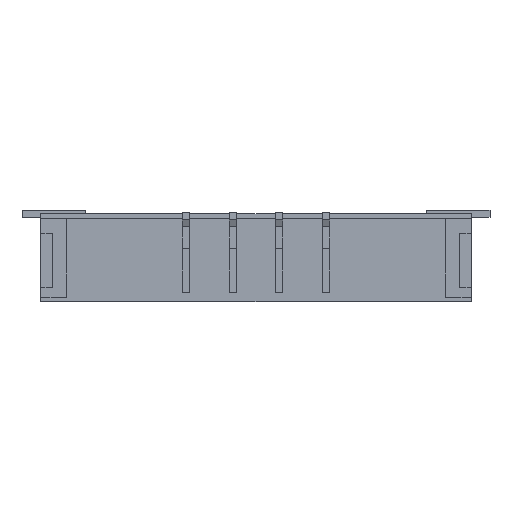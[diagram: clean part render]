
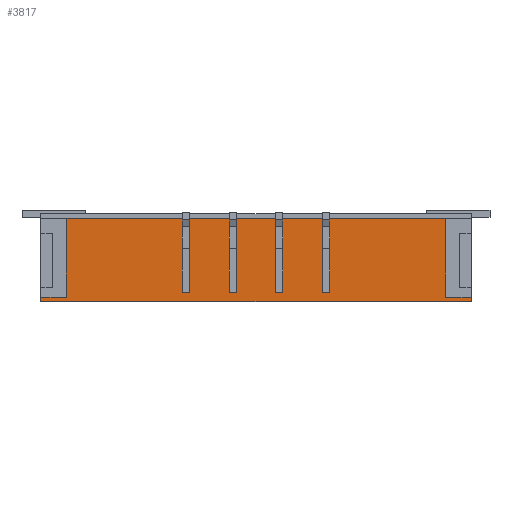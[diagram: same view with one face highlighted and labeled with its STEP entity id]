
A CAD part, front view. The second image highlights one B-rep face of the part: STEP entity #3817.
In plain terms, the highlighted planar face has unit normal (0, -1, 0).
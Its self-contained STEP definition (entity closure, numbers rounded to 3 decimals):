
#3519=VERTEX_POINT('',#3520);
#3520=CARTESIAN_POINT('',(-1.576,0.35,-1.68));
#3593=VERTEX_POINT('',#3594);
#3594=CARTESIAN_POINT('',(-1.576,0.35,-0.1));
#3600=EDGE_CURVE('',#3593,#3519,#3601,.T.);
#3601=LINE('',#3602,#3603);
#3602=CARTESIAN_POINT('',(-1.576,0.35,-0.1));
#3603=VECTOR('',#3604,1.0);
#3604=DIRECTION('',(0.0,0.0,-1.0));
#3817=ADVANCED_FACE('',(#3818),#4003,.T.);
#3818=FACE_BOUND('',#3819,.T.);
#3819=EDGE_LOOP('',(#3820,#3830,#3838,#3846,#3854,#3862,#3870,#3878,#3886,#3894,#3902,#3908,#3909,#3917,#3925,#3933,#3941,#3949,#3957,#3965,#3973,#3981,#3989,#3997));
#3820=ORIENTED_EDGE('',*,*,#3821,.T.);
#3821=EDGE_CURVE('',#3822,#3824,#3826,.F.);
#3822=VERTEX_POINT('',#3823);
#3823=CARTESIAN_POINT('',(1.424,0.35,-0.1));
#3824=VERTEX_POINT('',#3825);
#3825=CARTESIAN_POINT('',(0.576,0.35,-0.1));
#3826=LINE('',#3827,#3828);
#3827=CARTESIAN_POINT('',(0.576,0.35,-0.1));
#3828=VECTOR('',#3829,1.0);
#3829=DIRECTION('',(1.0,0.0,0.0));
#3830=ORIENTED_EDGE('',*,*,#3831,.T.);
#3831=EDGE_CURVE('',#3824,#3832,#3834,.T.);
#3832=VERTEX_POINT('',#3833);
#3833=CARTESIAN_POINT('',(0.576,0.35,-1.68));
#3834=LINE('',#3835,#3836);
#3835=CARTESIAN_POINT('',(0.576,0.35,-0.1));
#3836=VECTOR('',#3837,1.0);
#3837=DIRECTION('',(0.0,0.0,-1.0));
#3838=ORIENTED_EDGE('',*,*,#3839,.T.);
#3839=EDGE_CURVE('',#3832,#3840,#3842,.F.);
#3840=VERTEX_POINT('',#3841);
#3841=CARTESIAN_POINT('',(0.424,0.35,-1.68));
#3842=LINE('',#3843,#3844);
#3843=CARTESIAN_POINT('',(0.424,0.35,-1.68));
#3844=VECTOR('',#3845,1.0);
#3845=DIRECTION('',(1.0,0.0,0.0));
#3846=ORIENTED_EDGE('',*,*,#3847,.T.);
#3847=EDGE_CURVE('',#3840,#3848,#3850,.F.);
#3848=VERTEX_POINT('',#3849);
#3849=CARTESIAN_POINT('',(0.424,0.35,-0.1));
#3850=LINE('',#3851,#3852);
#3851=CARTESIAN_POINT('',(0.424,0.35,-0.1));
#3852=VECTOR('',#3853,1.0);
#3853=DIRECTION('',(0.0,0.0,-1.0));
#3854=ORIENTED_EDGE('',*,*,#3855,.T.);
#3855=EDGE_CURVE('',#3848,#3856,#3858,.F.);
#3856=VERTEX_POINT('',#3857);
#3857=CARTESIAN_POINT('',(-0.424,0.35,-0.1));
#3858=LINE('',#3859,#3860);
#3859=CARTESIAN_POINT('',(-0.424,0.35,-0.1));
#3860=VECTOR('',#3861,1.0);
#3861=DIRECTION('',(1.0,0.0,0.0));
#3862=ORIENTED_EDGE('',*,*,#3863,.T.);
#3863=EDGE_CURVE('',#3856,#3864,#3866,.T.);
#3864=VERTEX_POINT('',#3865);
#3865=CARTESIAN_POINT('',(-0.424,0.35,-1.68));
#3866=LINE('',#3867,#3868);
#3867=CARTESIAN_POINT('',(-0.424,0.35,-0.1));
#3868=VECTOR('',#3869,1.0);
#3869=DIRECTION('',(0.0,0.0,-1.0));
#3870=ORIENTED_EDGE('',*,*,#3871,.T.);
#3871=EDGE_CURVE('',#3864,#3872,#3874,.F.);
#3872=VERTEX_POINT('',#3873);
#3873=CARTESIAN_POINT('',(-0.576,0.35,-1.68));
#3874=LINE('',#3875,#3876);
#3875=CARTESIAN_POINT('',(-0.576,0.35,-1.68));
#3876=VECTOR('',#3877,1.0);
#3877=DIRECTION('',(1.0,0.0,0.0));
#3878=ORIENTED_EDGE('',*,*,#3879,.T.);
#3879=EDGE_CURVE('',#3872,#3880,#3882,.F.);
#3880=VERTEX_POINT('',#3881);
#3881=CARTESIAN_POINT('',(-0.576,0.35,-0.1));
#3882=LINE('',#3883,#3884);
#3883=CARTESIAN_POINT('',(-0.576,0.35,-0.1));
#3884=VECTOR('',#3885,1.0);
#3885=DIRECTION('',(0.0,0.0,-1.0));
#3886=ORIENTED_EDGE('',*,*,#3887,.T.);
#3887=EDGE_CURVE('',#3880,#3888,#3890,.F.);
#3888=VERTEX_POINT('',#3889);
#3889=CARTESIAN_POINT('',(-1.424,0.35,-0.1));
#3890=LINE('',#3891,#3892);
#3891=CARTESIAN_POINT('',(-1.424,0.35,-0.1));
#3892=VECTOR('',#3893,1.0);
#3893=DIRECTION('',(1.0,0.0,0.0));
#3894=ORIENTED_EDGE('',*,*,#3895,.T.);
#3895=EDGE_CURVE('',#3888,#3896,#3898,.T.);
#3896=VERTEX_POINT('',#3897);
#3897=CARTESIAN_POINT('',(-1.424,0.35,-1.68));
#3898=LINE('',#3899,#3900);
#3899=CARTESIAN_POINT('',(-1.424,0.35,-0.1));
#3900=VECTOR('',#3901,1.0);
#3901=DIRECTION('',(0.0,0.0,-1.0));
#3902=ORIENTED_EDGE('',*,*,#3903,.T.);
#3903=EDGE_CURVE('',#3896,#3519,#3904,.F.);
#3904=LINE('',#3905,#3906);
#3905=CARTESIAN_POINT('',(-1.576,0.35,-1.68));
#3906=VECTOR('',#3907,1.0);
#3907=DIRECTION('',(1.0,0.0,0.0));
#3908=ORIENTED_EDGE('',*,*,#3600,.F.);
#3909=ORIENTED_EDGE('',*,*,#3910,.T.);
#3910=EDGE_CURVE('',#3593,#3911,#3913,.F.);
#3911=VERTEX_POINT('',#3912);
#3912=CARTESIAN_POINT('',(-4.05,0.35,-0.1));
#3913=LINE('',#3914,#3915);
#3914=CARTESIAN_POINT('',(-4.05,0.35,-0.1));
#3915=VECTOR('',#3916,1.0);
#3916=DIRECTION('',(1.0,0.0,0.0));
#3917=ORIENTED_EDGE('',*,*,#3918,.T.);
#3918=EDGE_CURVE('',#3911,#3919,#3921,.F.);
#3919=VERTEX_POINT('',#3920);
#3920=CARTESIAN_POINT('',(-4.05,0.35,-1.78));
#3921=LINE('',#3922,#3923);
#3922=CARTESIAN_POINT('',(-4.05,0.35,-1.78));
#3923=VECTOR('',#3924,1.0);
#3924=DIRECTION('',(0.0,0.0,1.0));
#3925=ORIENTED_EDGE('',*,*,#3926,.T.);
#3926=EDGE_CURVE('',#3919,#3927,#3929,.F.);
#3927=VERTEX_POINT('',#3928);
#3928=CARTESIAN_POINT('',(-4.6,0.35,-1.78));
#3929=LINE('',#3930,#3931);
#3930=CARTESIAN_POINT('',(-4.6,0.35,-1.78));
#3931=VECTOR('',#3932,1.0);
#3932=DIRECTION('',(1.0,0.0,0.0));
#3933=ORIENTED_EDGE('',*,*,#3934,.T.);
#3934=EDGE_CURVE('',#3927,#3935,#3937,.T.);
#3935=VERTEX_POINT('',#3936);
#3936=CARTESIAN_POINT('',(-4.6,0.35,-1.88));
#3937=LINE('',#3938,#3939);
#3938=CARTESIAN_POINT('',(-4.6,0.35,-1.78));
#3939=VECTOR('',#3940,1.0);
#3940=DIRECTION('',(0.0,0.0,-1.0));
#3941=ORIENTED_EDGE('',*,*,#3942,.T.);
#3942=EDGE_CURVE('',#3935,#3943,#3945,.T.);
#3943=VERTEX_POINT('',#3944);
#3944=CARTESIAN_POINT('',(4.6,0.35,-1.88));
#3945=LINE('',#3946,#3947);
#3946=CARTESIAN_POINT('',(-4.6,0.35,-1.88));
#3947=VECTOR('',#3948,1.0);
#3948=DIRECTION('',(1.0,0.0,0.0));
#3949=ORIENTED_EDGE('',*,*,#3950,.T.);
#3950=EDGE_CURVE('',#3943,#3951,#3953,.F.);
#3951=VERTEX_POINT('',#3952);
#3952=CARTESIAN_POINT('',(4.6,0.35,-1.78));
#3953=LINE('',#3954,#3955);
#3954=CARTESIAN_POINT('',(4.6,0.35,-1.78));
#3955=VECTOR('',#3956,1.0);
#3956=DIRECTION('',(0.0,0.0,-1.0));
#3957=ORIENTED_EDGE('',*,*,#3958,.T.);
#3958=EDGE_CURVE('',#3951,#3959,#3961,.F.);
#3959=VERTEX_POINT('',#3960);
#3960=CARTESIAN_POINT('',(4.05,0.35,-1.78));
#3961=LINE('',#3962,#3963);
#3962=CARTESIAN_POINT('',(4.05,0.35,-1.78));
#3963=VECTOR('',#3964,1.0);
#3964=DIRECTION('',(1.0,0.0,0.0));
#3965=ORIENTED_EDGE('',*,*,#3966,.T.);
#3966=EDGE_CURVE('',#3959,#3967,#3969,.T.);
#3967=VERTEX_POINT('',#3968);
#3968=CARTESIAN_POINT('',(4.05,0.35,-0.1));
#3969=LINE('',#3970,#3971);
#3970=CARTESIAN_POINT('',(4.05,0.35,-1.78));
#3971=VECTOR('',#3972,1.0);
#3972=DIRECTION('',(0.0,0.0,1.0));
#3973=ORIENTED_EDGE('',*,*,#3974,.T.);
#3974=EDGE_CURVE('',#3967,#3975,#3977,.F.);
#3975=VERTEX_POINT('',#3976);
#3976=CARTESIAN_POINT('',(1.576,0.35,-0.1));
#3977=LINE('',#3978,#3979);
#3978=CARTESIAN_POINT('',(1.576,0.35,-0.1));
#3979=VECTOR('',#3980,1.0);
#3980=DIRECTION('',(1.0,0.0,0.0));
#3981=ORIENTED_EDGE('',*,*,#3982,.T.);
#3982=EDGE_CURVE('',#3975,#3983,#3985,.T.);
#3983=VERTEX_POINT('',#3984);
#3984=CARTESIAN_POINT('',(1.576,0.35,-1.68));
#3985=LINE('',#3986,#3987);
#3986=CARTESIAN_POINT('',(1.576,0.35,-0.1));
#3987=VECTOR('',#3988,1.0);
#3988=DIRECTION('',(0.0,0.0,-1.0));
#3989=ORIENTED_EDGE('',*,*,#3990,.T.);
#3990=EDGE_CURVE('',#3983,#3991,#3993,.F.);
#3991=VERTEX_POINT('',#3992);
#3992=CARTESIAN_POINT('',(1.424,0.35,-1.68));
#3993=LINE('',#3994,#3995);
#3994=CARTESIAN_POINT('',(1.424,0.35,-1.68));
#3995=VECTOR('',#3996,1.0);
#3996=DIRECTION('',(1.0,0.0,0.0));
#3997=ORIENTED_EDGE('',*,*,#3998,.T.);
#3998=EDGE_CURVE('',#3991,#3822,#3999,.F.);
#3999=LINE('',#4000,#4001);
#4000=CARTESIAN_POINT('',(1.424,0.35,-0.1));
#4001=VECTOR('',#4002,1.0);
#4002=DIRECTION('',(0.0,0.0,-1.0));
#4003=PLANE('',#4004);
#4004=AXIS2_PLACEMENT_3D('',#4005,#4006,#4007);
#4005=CARTESIAN_POINT('',(-4.6,0.35,-1.78));
#4006=DIRECTION('',(0.0,-1.0,0.0));
#4007=DIRECTION('',(0.0,0.0,-1.0));
